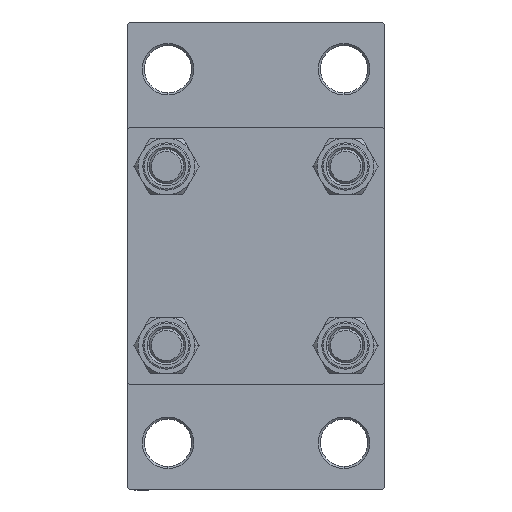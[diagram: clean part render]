
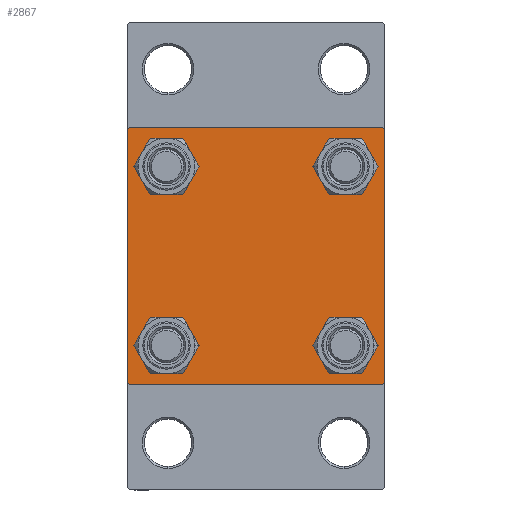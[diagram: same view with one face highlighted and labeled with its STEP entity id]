
A CAD part, left-side view. The second image highlights one B-rep face of the part: STEP entity #2867.
In plain terms, the highlighted planar face has unit normal (-1, 0, 0).
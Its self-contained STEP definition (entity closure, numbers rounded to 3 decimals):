
#90 = CARTESIAN_POINT ( 'NONE',  ( 0., 0., 0. ) ) ;
#93 = CIRCLE ( 'NONE', #16154, 4.5 ) ;
#195 = CIRCLE ( 'NONE', #33882, 4.5 ) ;
#372 = AXIS2_PLACEMENT_3D ( 'NONE', #19480, #548, #45148 ) ;
#494 = DIRECTION ( 'NONE',  ( 0., 0., 1. ) ) ;
#548 = DIRECTION ( 'NONE',  ( 1., 0., 0. ) ) ;
#909 = VECTOR ( 'NONE', #13988, 1000. ) ;
#1049 = VECTOR ( 'NONE', #17870, 1000. ) ;
#1148 = LINE ( 'NONE', #16256, #32805 ) ;
#1156 = CIRCLE ( 'NONE', #372, 4.5 ) ;
#1239 = EDGE_CURVE ( 'NONE', #1743, #27964, #35499, .T. ) ;
#1255 = VERTEX_POINT ( 'NONE', #41970 ) ;
#1705 = DIRECTION ( 'NONE',  ( 1., 0., 0. ) ) ;
#1743 = VERTEX_POINT ( 'NONE', #45912 ) ;
#1817 = CARTESIAN_POINT ( 'NONE',  ( 0., 20.85, -25.35 ) ) ;
#1914 = VECTOR ( 'NONE', #30385, 1000. ) ;
#2135 = DIRECTION ( 'NONE',  ( 0., 0., 1. ) ) ;
#2438 = VECTOR ( 'NONE', #28738, 1000. ) ;
#2867 = ADVANCED_FACE ( 'NONE', ( #40158, #13534, #28877, #43506, #10651 ), #35355, .T. ) ;
#3466 = DIRECTION ( 'NONE',  ( 1., 0., 0. ) ) ;
#3660 = CARTESIAN_POINT ( 'NONE',  ( 0., 20.85, 25.35 ) ) ;
#3939 = EDGE_CURVE ( 'NONE', #28124, #22149, #31021, .T. ) ;
#4265 = ORIENTED_EDGE ( 'NONE', *, *, #3939, .T. ) ;
#4475 = EDGE_CURVE ( 'NONE', #34060, #1255, #41176, .T. ) ;
#4630 = EDGE_CURVE ( 'NONE', #23555, #9279, #32253, .T. ) ;
#4992 = ORIENTED_EDGE ( 'NONE', *, *, #43500, .T. ) ;
#5063 = AXIS2_PLACEMENT_3D ( 'NONE', #18216, #28288, #14619 ) ;
#5473 = ORIENTED_EDGE ( 'NONE', *, *, #47438, .T. ) ;
#5646 = EDGE_CURVE ( 'NONE', #31825, #10770, #25293, .T. ) ;
#7103 = EDGE_CURVE ( 'NONE', #27964, #1743, #1156, .T. ) ;
#7176 = CARTESIAN_POINT ( 'NONE',  ( 0., -20.85, 16.35 ) ) ;
#7198 = VECTOR ( 'NONE', #20503, 1000. ) ;
#8030 = VECTOR ( 'NONE', #14788, 1000. ) ;
#8110 = ORIENTED_EDGE ( 'NONE', *, *, #33567, .T. ) ;
#8763 = EDGE_LOOP ( 'NONE', ( #29058, #5473 ) ) ;
#8773 = LINE ( 'NONE', #41634, #8862 ) ;
#8862 = VECTOR ( 'NONE', #27235, 1000. ) ;
#9017 = EDGE_CURVE ( 'NONE', #31825, #9279, #8773, .T. ) ;
#9230 = CIRCLE ( 'NONE', #29126, 4.5 ) ;
#9279 = VERTEX_POINT ( 'NONE', #26222 ) ;
#9399 = DIRECTION ( 'NONE',  ( 0., 0., 1. ) ) ;
#9508 = EDGE_CURVE ( 'NONE', #15670, #21647, #33386, .T. ) ;
#9530 = CIRCLE ( 'NONE', #21774, 4.5 ) ;
#9907 = LINE ( 'NONE', #20923, #909 ) ;
#9971 = CARTESIAN_POINT ( 'NONE',  ( 0., -20.85, -20.85 ) ) ;
#10651 = FACE_OUTER_BOUND ( 'NONE', #33467, .T. ) ;
#10770 = VERTEX_POINT ( 'NONE', #37571 ) ;
#10954 = ORIENTED_EDGE ( 'NONE', *, *, #40634, .F. ) ;
#11849 = AXIS2_PLACEMENT_3D ( 'NONE', #90, #41100, #30063 ) ;
#12711 = DIRECTION ( 'NONE',  ( 1., 0., 0. ) ) ;
#12994 = CARTESIAN_POINT ( 'NONE',  ( 0., 20.85, 20.85 ) ) ;
#13534 = FACE_BOUND ( 'NONE', #8763, .T. ) ;
#13809 = DIRECTION ( 'NONE',  ( 1., 0., 0. ) ) ;
#13988 = DIRECTION ( 'NONE',  ( 0., 0., -1. ) ) ;
#14619 = DIRECTION ( 'NONE',  ( 0., 0., 1. ) ) ;
#14788 = DIRECTION ( 'NONE',  ( 0., 0., -1. ) ) ;
#15670 = VERTEX_POINT ( 'NONE', #7176 ) ;
#15857 = EDGE_CURVE ( 'NONE', #38363, #27269, #1148, .T. ) ;
#16154 = AXIS2_PLACEMENT_3D ( 'NONE', #35850, #3466, #28407 ) ;
#16256 = CARTESIAN_POINT ( 'NONE',  ( 0., -29.75, -29.75 ) ) ;
#17870 = DIRECTION ( 'NONE',  ( 0., 0.707, 0.707 ) ) ;
#18216 = CARTESIAN_POINT ( 'NONE',  ( 0., -20.85, 20.85 ) ) ;
#18492 = DIRECTION ( 'NONE',  ( 1., 0., 0. ) ) ;
#19032 = CARTESIAN_POINT ( 'NONE',  ( 0., -30., -29.5 ) ) ;
#19480 = CARTESIAN_POINT ( 'NONE',  ( 0., 20.85, -20.85 ) ) ;
#19632 = CARTESIAN_POINT ( 'NONE',  ( 0., -30., 29.5 ) ) ;
#20503 = DIRECTION ( 'NONE',  ( 0., 0.707, -0.707 ) ) ;
#20923 = CARTESIAN_POINT ( 'NONE',  ( 0., 30., 30. ) ) ;
#21268 = CARTESIAN_POINT ( 'NONE',  ( 0., -20.85, 25.35 ) ) ;
#21478 = LINE ( 'NONE', #25326, #8030 ) ;
#21586 = CARTESIAN_POINT ( 'NONE',  ( 0., -20.85, -20.85 ) ) ;
#21647 = VERTEX_POINT ( 'NONE', #21268 ) ;
#21774 = AXIS2_PLACEMENT_3D ( 'NONE', #21586, #18492, #494 ) ;
#21986 = ORIENTED_EDGE ( 'NONE', *, *, #5646, .T. ) ;
#22149 = VERTEX_POINT ( 'NONE', #3660 ) ;
#23201 = EDGE_LOOP ( 'NONE', ( #45084, #46262 ) ) ;
#23555 = VERTEX_POINT ( 'NONE', #19632 ) ;
#23675 = DIRECTION ( 'NONE',  ( 0., -0.707, 0.707 ) ) ;
#23943 = ORIENTED_EDGE ( 'NONE', *, *, #4630, .T. ) ;
#24124 = DIRECTION ( 'NONE',  ( 0., 0., 1. ) ) ;
#24915 = ORIENTED_EDGE ( 'NONE', *, *, #1239, .T. ) ;
#25293 = LINE ( 'NONE', #39935, #7198 ) ;
#25326 = CARTESIAN_POINT ( 'NONE',  ( 0., -30., 30. ) ) ;
#26222 = CARTESIAN_POINT ( 'NONE',  ( 0., -29.5, 30. ) ) ;
#27197 = EDGE_CURVE ( 'NONE', #21647, #15670, #93, .T. ) ;
#27235 = DIRECTION ( 'NONE',  ( 0., -1., 0. ) ) ;
#27269 = VERTEX_POINT ( 'NONE', #19032 ) ;
#27479 = CARTESIAN_POINT ( 'NONE',  ( 0., 29.75, -29.75 ) ) ;
#27731 = ORIENTED_EDGE ( 'NONE', *, *, #9017, .F. ) ;
#27953 = AXIS2_PLACEMENT_3D ( 'NONE', #30734, #1705, #42005 ) ;
#27964 = VERTEX_POINT ( 'NONE', #1817 ) ;
#28028 = CARTESIAN_POINT ( 'NONE',  ( 0., 20.85, -20.85 ) ) ;
#28124 = VERTEX_POINT ( 'NONE', #33903 ) ;
#28288 = DIRECTION ( 'NONE',  ( 1., 0., 0. ) ) ;
#28365 = CARTESIAN_POINT ( 'NONE',  ( 0., 30., -29.5 ) ) ;
#28407 = DIRECTION ( 'NONE',  ( 0., 0., 1. ) ) ;
#28573 = CARTESIAN_POINT ( 'NONE',  ( 0., -29.5, -30. ) ) ;
#28738 = DIRECTION ( 'NONE',  ( 0., -1., 0. ) ) ;
#28877 = FACE_BOUND ( 'NONE', #45458, .T. ) ;
#29058 = ORIENTED_EDGE ( 'NONE', *, *, #39251, .T. ) ;
#29126 = AXIS2_PLACEMENT_3D ( 'NONE', #12994, #42261, #9399 ) ;
#30063 = DIRECTION ( 'NONE',  ( 0., 0., 1. ) ) ;
#30385 = DIRECTION ( 'NONE',  ( 0., -0.707, -0.707 ) ) ;
#30673 = CARTESIAN_POINT ( 'NONE',  ( 0., 29.5, 30. ) ) ;
#30734 = CARTESIAN_POINT ( 'NONE',  ( 0., 20.85, 20.85 ) ) ;
#30917 = AXIS2_PLACEMENT_3D ( 'NONE', #28028, #12711, #2135 ) ;
#31021 = CIRCLE ( 'NONE', #27953, 4.5 ) ;
#31074 = VERTEX_POINT ( 'NONE', #36832 ) ;
#31549 = CARTESIAN_POINT ( 'NONE',  ( 0., -29.75, 29.75 ) ) ;
#31825 = VERTEX_POINT ( 'NONE', #30673 ) ;
#32253 = LINE ( 'NONE', #31549, #1049 ) ;
#32363 = ORIENTED_EDGE ( 'NONE', *, *, #15857, .T. ) ;
#32559 = ORIENTED_EDGE ( 'NONE', *, *, #46602, .T. ) ;
#32805 = VECTOR ( 'NONE', #23675, 1000. ) ;
#33386 = CIRCLE ( 'NONE', #5063, 4.5 ) ;
#33467 = EDGE_LOOP ( 'NONE', ( #32559, #42132, #8110, #32363, #10954, #23943, #27731, #21986 ) ) ;
#33567 = EDGE_CURVE ( 'NONE', #1255, #38363, #39997, .T. ) ;
#33882 = AXIS2_PLACEMENT_3D ( 'NONE', #9971, #13809, #24124 ) ;
#33903 = CARTESIAN_POINT ( 'NONE',  ( 0., 20.85, 16.35 ) ) ;
#34060 = VERTEX_POINT ( 'NONE', #28365 ) ;
#35355 = PLANE ( 'NONE',  #11849 ) ;
#35499 = CIRCLE ( 'NONE', #30917, 4.5 ) ;
#35850 = CARTESIAN_POINT ( 'NONE',  ( 0., -20.85, 20.85 ) ) ;
#36832 = CARTESIAN_POINT ( 'NONE',  ( 0., -20.85, -16.35 ) ) ;
#37571 = CARTESIAN_POINT ( 'NONE',  ( 0., 30., 29.5 ) ) ;
#38363 = VERTEX_POINT ( 'NONE', #28573 ) ;
#38720 = EDGE_LOOP ( 'NONE', ( #4992, #4265 ) ) ;
#39251 = EDGE_CURVE ( 'NONE', #31074, #43656, #9530, .T. ) ;
#39935 = CARTESIAN_POINT ( 'NONE',  ( 0., 29.75, 29.75 ) ) ;
#39997 = LINE ( 'NONE', #43597, #2438 ) ;
#40158 = FACE_BOUND ( 'NONE', #23201, .T. ) ;
#40634 = EDGE_CURVE ( 'NONE', #23555, #27269, #21478, .T. ) ;
#40805 = CARTESIAN_POINT ( 'NONE',  ( 0., -20.85, -25.35 ) ) ;
#41100 = DIRECTION ( 'NONE',  ( -1., 0., 0. ) ) ;
#41176 = LINE ( 'NONE', #27479, #1914 ) ;
#41634 = CARTESIAN_POINT ( 'NONE',  ( 0., 30., 30. ) ) ;
#41970 = CARTESIAN_POINT ( 'NONE',  ( 0., 29.5, -30. ) ) ;
#42005 = DIRECTION ( 'NONE',  ( 0., 0., 1. ) ) ;
#42132 = ORIENTED_EDGE ( 'NONE', *, *, #4475, .T. ) ;
#42261 = DIRECTION ( 'NONE',  ( 1., 0., 0. ) ) ;
#42660 = ORIENTED_EDGE ( 'NONE', *, *, #7103, .T. ) ;
#43500 = EDGE_CURVE ( 'NONE', #22149, #28124, #9230, .T. ) ;
#43506 = FACE_BOUND ( 'NONE', #38720, .T. ) ;
#43597 = CARTESIAN_POINT ( 'NONE',  ( 0., 30., -30. ) ) ;
#43656 = VERTEX_POINT ( 'NONE', #40805 ) ;
#45084 = ORIENTED_EDGE ( 'NONE', *, *, #27197, .T. ) ;
#45148 = DIRECTION ( 'NONE',  ( 0., 0., 1. ) ) ;
#45458 = EDGE_LOOP ( 'NONE', ( #24915, #42660 ) ) ;
#45912 = CARTESIAN_POINT ( 'NONE',  ( 0., 20.85, -16.35 ) ) ;
#46262 = ORIENTED_EDGE ( 'NONE', *, *, #9508, .T. ) ;
#46602 = EDGE_CURVE ( 'NONE', #10770, #34060, #9907, .T. ) ;
#47438 = EDGE_CURVE ( 'NONE', #43656, #31074, #195, .T. ) ;
